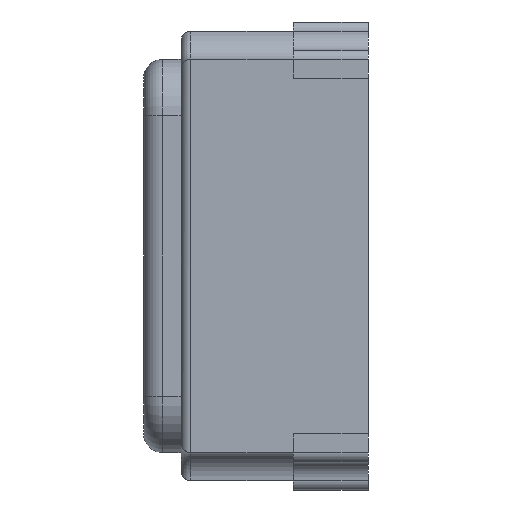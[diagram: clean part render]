
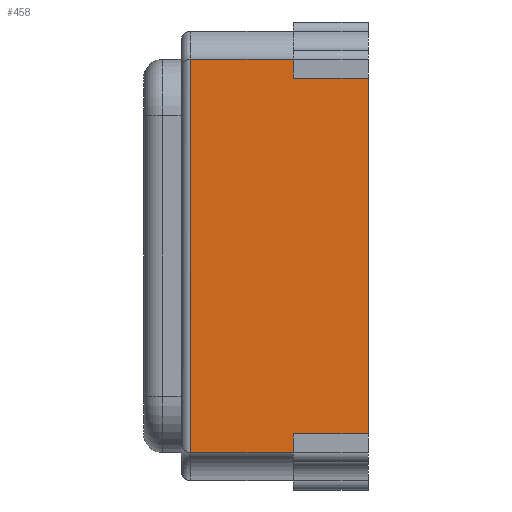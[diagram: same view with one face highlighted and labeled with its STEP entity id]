
A CAD part, left-side view. The second image highlights one B-rep face of the part: STEP entity #458.
In plain terms, the highlighted planar face has unit normal (-1, 0, 0).
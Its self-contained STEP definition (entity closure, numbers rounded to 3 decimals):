
#13 = CARTESIAN_POINT ( 'NONE',  ( -1., 0., 0.6 ) ) ;
#22 = CARTESIAN_POINT ( 'NONE',  ( -1., 0.2, -0.475 ) ) ;
#169 = DIRECTION ( 'NONE',  ( 0., -1., 0. ) ) ;
#333 = EDGE_CURVE ( 'NONE', #1678, #1450, #758, .T. ) ;
#407 = DIRECTION ( 'NONE',  ( 0., 0., -1. ) ) ;
#453 = DIRECTION ( 'NONE',  ( 0., 0., -1. ) ) ;
#458 = ADVANCED_FACE ( 'NONE', ( #2604 ), #1329, .F. ) ;
#467 = VERTEX_POINT ( 'NONE', #825 ) ;
#490 = DIRECTION ( 'NONE',  ( 0., 0., 1. ) ) ;
#566 = DIRECTION ( 'NONE',  ( 0., 1., 0. ) ) ;
#596 = CARTESIAN_POINT ( 'NONE',  ( -1., 0., -0.475 ) ) ;
#602 = ORIENTED_EDGE ( 'NONE', *, *, #2841, .T. ) ;
#635 = CARTESIAN_POINT ( 'NONE',  ( -1., 0.5, 0.6 ) ) ;
#654 = ORIENTED_EDGE ( 'NONE', *, *, #1721, .T. ) ;
#687 = AXIS2_PLACEMENT_3D ( 'NONE', #635, #1287, #1783 ) ;
#755 = CARTESIAN_POINT ( 'NONE',  ( -1., 0.2, 0.525 ) ) ;
#758 = LINE ( 'NONE', #1331, #1606 ) ;
#773 = ORIENTED_EDGE ( 'NONE', *, *, #333, .T. ) ;
#816 = CARTESIAN_POINT ( 'NONE',  ( -1., 0.2, 0.475 ) ) ;
#825 = CARTESIAN_POINT ( 'NONE',  ( -1., 0.2, -0.475 ) ) ;
#957 = VERTEX_POINT ( 'NONE', #2543 ) ;
#985 = VERTEX_POINT ( 'NONE', #2682 ) ;
#1012 = VECTOR ( 'NONE', #169, 1000. ) ;
#1018 = LINE ( 'NONE', #22, #2417 ) ;
#1023 = ORIENTED_EDGE ( 'NONE', *, *, #2586, .F. ) ;
#1055 = DIRECTION ( 'NONE',  ( 0., -1., 0. ) ) ;
#1067 = VERTEX_POINT ( 'NONE', #2470 ) ;
#1091 = VERTEX_POINT ( 'NONE', #755 ) ;
#1107 = CARTESIAN_POINT ( 'NONE',  ( -1., 0., -0.525 ) ) ;
#1110 = CARTESIAN_POINT ( 'NONE',  ( -1., 0.2, -0.475 ) ) ;
#1238 = LINE ( 'NONE', #1110, #2579 ) ;
#1265 = VECTOR ( 'NONE', #1502, 1000. ) ;
#1287 = DIRECTION ( 'NONE',  ( 1., 0., 0. ) ) ;
#1329 = PLANE ( 'NONE',  #687 ) ;
#1331 = CARTESIAN_POINT ( 'NONE',  ( -1., 0.475, -0.525 ) ) ;
#1337 = CARTESIAN_POINT ( 'NONE',  ( -1., 0.475, -0.525 ) ) ;
#1350 = LINE ( 'NONE', #1747, #1265 ) ;
#1389 = LINE ( 'NONE', #1733, #2575 ) ;
#1450 = VERTEX_POINT ( 'NONE', #1337 ) ;
#1502 = DIRECTION ( 'NONE',  ( 0., 0., 1. ) ) ;
#1606 = VECTOR ( 'NONE', #453, 1000. ) ;
#1643 = LINE ( 'NONE', #1107, #1012 ) ;
#1678 = VERTEX_POINT ( 'NONE', #2689 ) ;
#1721 = EDGE_CURVE ( 'NONE', #1450, #985, #1643, .T. ) ;
#1733 = CARTESIAN_POINT ( 'NONE',  ( -1., 0., 0.525 ) ) ;
#1747 = CARTESIAN_POINT ( 'NONE',  ( -1., 0.2, 0.475 ) ) ;
#1783 = DIRECTION ( 'NONE',  ( 0., 0., -1. ) ) ;
#1869 = ORIENTED_EDGE ( 'NONE', *, *, #1901, .T. ) ;
#1870 = EDGE_CURVE ( 'NONE', #1091, #1678, #1389, .T. ) ;
#1901 = EDGE_CURVE ( 'NONE', #1067, #1091, #1350, .T. ) ;
#1902 = VERTEX_POINT ( 'NONE', #596 ) ;
#1954 = ORIENTED_EDGE ( 'NONE', *, *, #2402, .F. ) ;
#2176 = LINE ( 'NONE', #816, #2461 ) ;
#2282 = LINE ( 'NONE', #13, #2671 ) ;
#2323 = EDGE_LOOP ( 'NONE', ( #2951, #773, #654, #1023, #2701, #602, #1954, #1869 ) ) ;
#2402 = EDGE_CURVE ( 'NONE', #1067, #957, #2176, .T. ) ;
#2417 = VECTOR ( 'NONE', #2585, 1000. ) ;
#2461 = VECTOR ( 'NONE', #1055, 1000. ) ;
#2470 = CARTESIAN_POINT ( 'NONE',  ( -1., 0.2, 0.475 ) ) ;
#2543 = CARTESIAN_POINT ( 'NONE',  ( -1., 0., 0.475 ) ) ;
#2575 = VECTOR ( 'NONE', #566, 1000. ) ;
#2579 = VECTOR ( 'NONE', #407, 1000. ) ;
#2585 = DIRECTION ( 'NONE',  ( 0., -1., 0. ) ) ;
#2586 = EDGE_CURVE ( 'NONE', #467, #985, #1238, .T. ) ;
#2604 = FACE_OUTER_BOUND ( 'NONE', #2323, .T. ) ;
#2671 = VECTOR ( 'NONE', #490, 1000. ) ;
#2682 = CARTESIAN_POINT ( 'NONE',  ( -1., 0.2, -0.525 ) ) ;
#2689 = CARTESIAN_POINT ( 'NONE',  ( -1., 0.475, 0.525 ) ) ;
#2701 = ORIENTED_EDGE ( 'NONE', *, *, #2727, .T. ) ;
#2727 = EDGE_CURVE ( 'NONE', #467, #1902, #1018, .T. ) ;
#2841 = EDGE_CURVE ( 'NONE', #1902, #957, #2282, .T. ) ;
#2951 = ORIENTED_EDGE ( 'NONE', *, *, #1870, .T. ) ;
